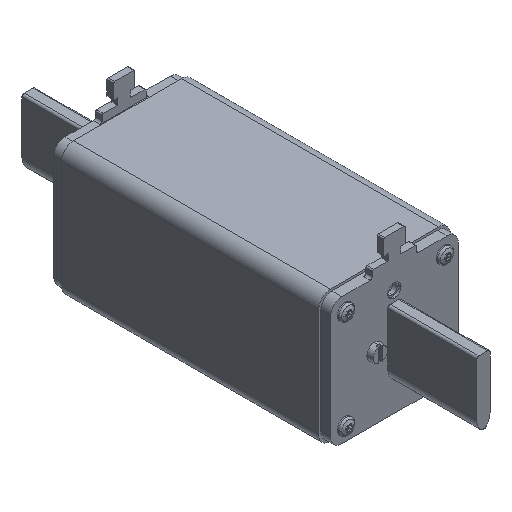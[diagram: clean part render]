
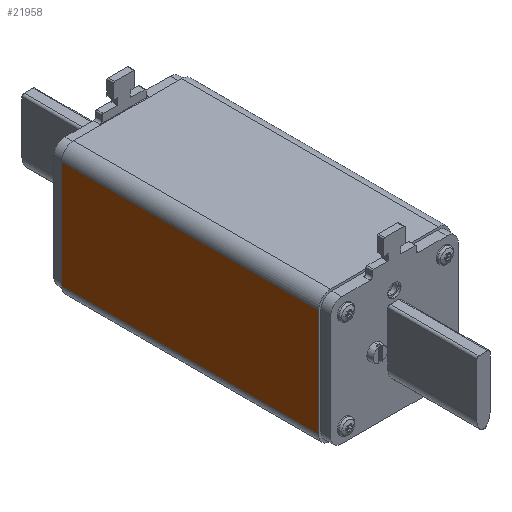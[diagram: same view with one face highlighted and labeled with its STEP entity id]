
A CAD part, isometric view. The second image highlights one B-rep face of the part: STEP entity #21958.
In plain terms, the highlighted free-form (B-spline) face has degree [1, 1] with [2, 2] control points.
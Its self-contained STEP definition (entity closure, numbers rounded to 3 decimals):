
#21605=CARTESIAN_POINT('V686',(-30.0,58.5,
   24.5));
#21606=VERTEX_POINT('V686',#21605);
#21620=CARTESIAN_POINT('V678',(-30.0,-58.5,
   24.5));
#21621=VERTEX_POINT('V678',#21620);
#21622=CARTESIAN_POINT('E1025',(-30.0,-58.5,
   24.5));
#21623=CARTESIAN_POINT('E1025',(-30.0,58.5,
   24.5));
#21624=QUASI_UNIFORM_CURVE('E1025',1,(#21622,#21623),.POLYLINE_FORM.,
   .F.,.U.);
#21625=EDGE_CURVE('E1025',#21621,#21606,#21624,.T.);
#21678=CARTESIAN_POINT('V677',(-30.0,-58.5,
   -24.5));
#21679=VERTEX_POINT('V677',#21678);
#21693=CARTESIAN_POINT('V684',(-30.0,58.5,
   -24.5));
#21694=VERTEX_POINT('V684',#21693);
#21695=CARTESIAN_POINT('E1020',(-30.0,58.5,
   -24.5));
#21696=CARTESIAN_POINT('E1020',(-30.0,-58.5,
   -24.5));
#21697=QUASI_UNIFORM_CURVE('E1020',1,(#21695,#21696),.POLYLINE_FORM.,
   .F.,.U.);
#21698=EDGE_CURVE('E1020',#21694,#21679,#21697,.T.);
#21924=CARTESIAN_POINT('E1023',(-30.0,58.5,
   24.5));
#21925=CARTESIAN_POINT('E1023',(-30.0,58.5,
   -24.5));
#21926=QUASI_UNIFORM_CURVE('E1023',1,(#21924,#21925),.POLYLINE_FORM.,
   .F.,.U.);
#21927=EDGE_CURVE('E1023',#21606,#21694,#21926,.T.);
#21943=CARTESIAN_POINT('F347',(-30.0,64.35,
   -26.95));
#21944=CARTESIAN_POINT('F347',(-30.0,-64.35,
   -26.95));
#21945=CARTESIAN_POINT('F347',(-30.0,64.35,
   26.95));
#21946=CARTESIAN_POINT('F347',(-30.0,-64.35,
   26.95));
#21947=B_SPLINE_SURFACE_WITH_KNOTS('F347',1,1,((#21943,#21945),(
   #21944,#21946)),.PLANE_SURF.,.F.,.F.,.U.,(2,2),(2,2),(0.0,
   2.388),(0.0,1.0),.UNSPECIFIED.);
#21948=ORIENTED_EDGE('E1023',*,*,#21927,.T.);
#21949=ORIENTED_EDGE('E1020',*,*,#21698,.T.);
#21950=CARTESIAN_POINT('E1010',(-30.0,-58.5,
   -24.5));
#21951=CARTESIAN_POINT('E1010',(-30.0,-58.5,
   24.5));
#21952=QUASI_UNIFORM_CURVE('E1010',1,(#21950,#21951),.POLYLINE_FORM.,
   .F.,.U.);
#21953=EDGE_CURVE('E1010',#21679,#21621,#21952,.T.);
#21954=ORIENTED_EDGE('E1010',*,*,#21953,.T.);
#21955=ORIENTED_EDGE('E1025',*,*,#21625,.T.);
#21956=EDGE_LOOP('F347',(#21948,#21949,#21954,#21955));
#21957=FACE_OUTER_BOUND('F347',#21956,.T.);
#21958=ADVANCED_FACE('F347',(#21957),#21947,.T.);
